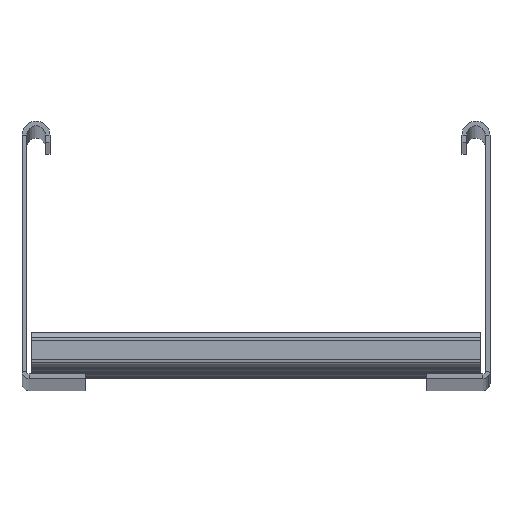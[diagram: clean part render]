
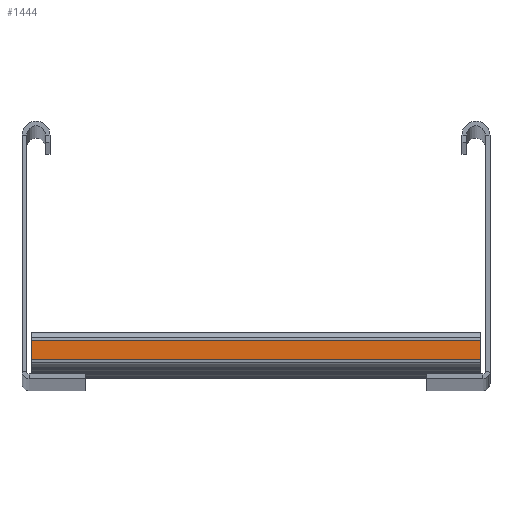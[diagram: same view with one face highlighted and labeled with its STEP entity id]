
A CAD part, top view. The second image highlights one B-rep face of the part: STEP entity #1444.
In plain terms, the highlighted face is planar.
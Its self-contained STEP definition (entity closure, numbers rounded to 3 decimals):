
#1 = DIRECTION ( 'NONE',  ( 0., 1., 0. ) ) ;
#30 = EDGE_CURVE ( 'NONE', #1340, #1669, #74, .T. ) ;
#44 = CARTESIAN_POINT ( 'NONE',  ( -15., 3.5, -96. ) ) ;
#70 = EDGE_CURVE ( 'NONE', #158, #1669, #96, .T. ) ;
#74 = LINE ( 'NONE', #1234, #1360 ) ;
#96 = LINE ( 'NONE', #1142, #164 ) ;
#148 = ORIENTED_EDGE ( 'NONE', *, *, #70, .T. ) ;
#158 = VERTEX_POINT ( 'NONE', #1376 ) ;
#164 = VECTOR ( 'NONE', #1150, 1000. ) ;
#325 = DIRECTION ( 'NONE',  ( 0., 0., -1. ) ) ;
#387 = AXIS2_PLACEMENT_3D ( 'NONE', #1326, #1474, #325 ) ;
#445 = PLANE ( 'NONE',  #387 ) ;
#447 = EDGE_CURVE ( 'NONE', #1120, #1340, #758, .T. ) ;
#476 = EDGE_CURVE ( 'NONE', #1120, #158, #1493, .T. ) ;
#520 = CARTESIAN_POINT ( 'NONE',  ( -15., 3.5, -96. ) ) ;
#531 = FACE_OUTER_BOUND ( 'NONE', #948, .T. ) ;
#581 = ORIENTED_EDGE ( 'NONE', *, *, #476, .T. ) ;
#623 = ORIENTED_EDGE ( 'NONE', *, *, #447, .F. ) ;
#669 = VECTOR ( 'NONE', #779, 1000. ) ;
#758 = LINE ( 'NONE', #44, #803 ) ;
#779 = DIRECTION ( 'NONE',  ( 0., 0., 1. ) ) ;
#803 = VECTOR ( 'NONE', #1, 1000. ) ;
#846 = CARTESIAN_POINT ( 'NONE',  ( -15., 3.5, -96. ) ) ;
#948 = EDGE_LOOP ( 'NONE', ( #148, #1667, #623, #581 ) ) ;
#1120 = VERTEX_POINT ( 'NONE', #846 ) ;
#1142 = CARTESIAN_POINT ( 'NONE',  ( -15., 3.5, 96. ) ) ;
#1150 = DIRECTION ( 'NONE',  ( 0., 1., 0. ) ) ;
#1234 = CARTESIAN_POINT ( 'NONE',  ( -15., 11.5, -96. ) ) ;
#1261 = DIRECTION ( 'NONE',  ( 0., 0., 1. ) ) ;
#1326 = CARTESIAN_POINT ( 'NONE',  ( -15., 3.5, -96. ) ) ;
#1340 = VERTEX_POINT ( 'NONE', #1393 ) ;
#1360 = VECTOR ( 'NONE', #1261, 1000. ) ;
#1376 = CARTESIAN_POINT ( 'NONE',  ( -15., 3.5, 96. ) ) ;
#1393 = CARTESIAN_POINT ( 'NONE',  ( -15., 11.5, -96. ) ) ;
#1444 = ADVANCED_FACE ( 'NONE', ( #531 ), #445, .F. ) ;
#1474 = DIRECTION ( 'NONE',  ( 1., 0., 0. ) ) ;
#1493 = LINE ( 'NONE', #520, #669 ) ;
#1665 = CARTESIAN_POINT ( 'NONE',  ( -15., 11.5, 96. ) ) ;
#1667 = ORIENTED_EDGE ( 'NONE', *, *, #30, .F. ) ;
#1669 = VERTEX_POINT ( 'NONE', #1665 ) ;
